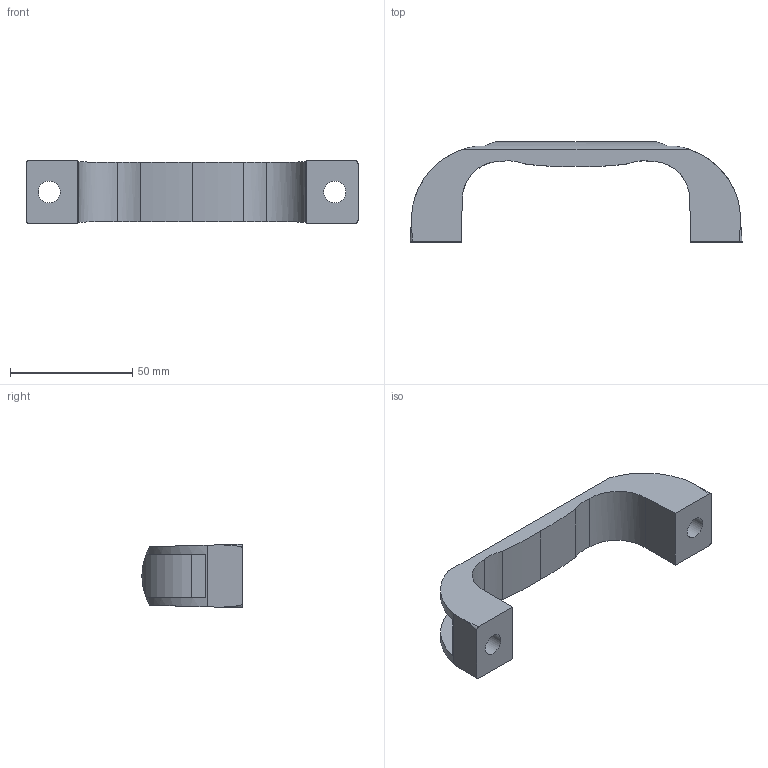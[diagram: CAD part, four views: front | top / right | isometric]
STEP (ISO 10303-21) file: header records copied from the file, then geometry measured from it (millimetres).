
FILE_DESCRIPTION( ( 'STEP AP214' ), '1' );
FILE_NAME( 'K0190.211708.stp', '2020-11-26T11:39:36', ( '' ), ( '' ), ' ', 'PARTsolutions', ' ' );
FILE_SCHEMA( ( 'AUTOMOTIVE_DESIGN { 1 0 10303 214 1 1 1 1 }' ) );
Length unit declared in the file: millimetre
Products named in the file (1): _K0190.211708
Bounding box: 136 x 41 x 26 mm (x, y, z)
Volume: 36739.9 mm3; surface area: 15379.7 mm2
Topology: 1 solids, 1 shells, 47 faces, 131 edges, 88 vertices
Faces by surface type: plane 30, cylinder 17
Full cylindrical faces by diameter (mm): 9 x2
Entity records: 1963 total; most frequent: CARTESIAN_POINT 343, DIRECTION 257, ORIENTED_EDGE 254, EDGE_CURVE 127, AXIS2_PLACEMENT_3D 88, VERTEX_POINT 86, LINE 81, VECTOR 81
